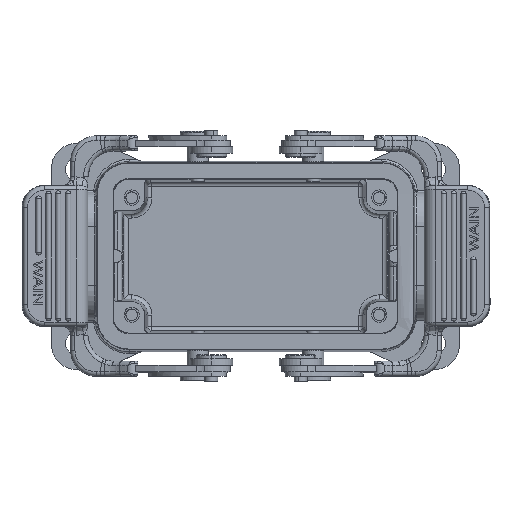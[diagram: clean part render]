
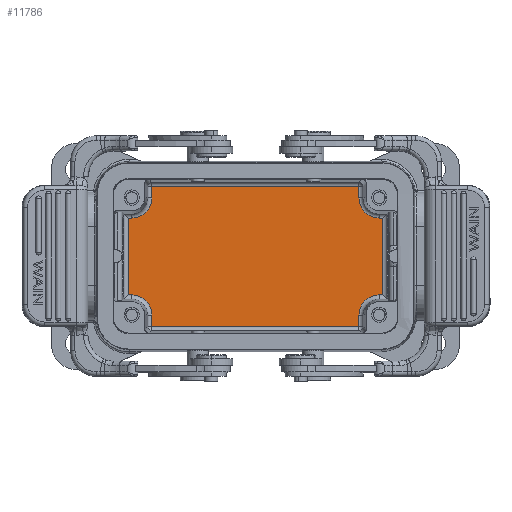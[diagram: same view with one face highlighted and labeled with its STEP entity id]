
A CAD part, top view. The second image highlights one B-rep face of the part: STEP entity #11786.
In plain terms, the highlighted planar face has unit normal (0, 0, 1).
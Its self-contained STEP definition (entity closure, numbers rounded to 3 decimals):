
#5477=LINE('',#42711,#7525);
#5519=LINE('',#42890,#7567);
#5523=LINE('',#42906,#7571);
#5524=LINE('',#42908,#7572);
#5525=LINE('',#42912,#7573);
#5526=LINE('',#42914,#7574);
#5527=LINE('',#42916,#7575);
#5528=LINE('',#42919,#7576);
#5529=LINE('',#42921,#7577);
#5530=LINE('',#42925,#7578);
#5531=LINE('',#42927,#7579);
#5532=LINE('',#42929,#7580);
#7525=VECTOR('',#35077,1.);
#7567=VECTOR('',#35203,1.);
#7571=VECTOR('',#35223,1.);
#7572=VECTOR('',#35224,1.);
#7573=VECTOR('',#35227,1.);
#7574=VECTOR('',#35228,1.);
#7575=VECTOR('',#35229,1.);
#7576=VECTOR('',#35232,1.);
#7577=VECTOR('',#35233,1.);
#7578=VECTOR('',#35236,1.);
#7579=VECTOR('',#35237,1.);
#7580=VECTOR('',#35238,1.);
#9508=PLANE('',#32153);
#10306=FACE_OUTER_BOUND('',#13893,.T.);
#11786=ADVANCED_FACE('',(#10306),#9508,.T.);
#13893=EDGE_LOOP('',(#17340,#17341,#17342,#17343,#17344,#17345,#17346,#17347,
#17348,#17349,#17350,#17351,#17352,#17353,#17354,#17355));
#15623=CIRCLE('',#32148,4.662);
#15624=CIRCLE('',#32150,4.662);
#15625=CIRCLE('',#32151,4.662);
#15626=CIRCLE('',#32152,4.662);
#17340=ORIENTED_EDGE('',*,*,#27467,.F.);
#17341=ORIENTED_EDGE('',*,*,#27460,.T.);
#17342=ORIENTED_EDGE('',*,*,#27468,.T.);
#17343=ORIENTED_EDGE('',*,*,#27469,.T.);
#17344=ORIENTED_EDGE('',*,*,#27470,.F.);
#17345=ORIENTED_EDGE('',*,*,#27471,.T.);
#17346=ORIENTED_EDGE('',*,*,#27472,.T.);
#17347=ORIENTED_EDGE('',*,*,#27473,.T.);
#17348=ORIENTED_EDGE('',*,*,#27474,.F.);
#17349=ORIENTED_EDGE('',*,*,#27388,.T.);
#17350=ORIENTED_EDGE('',*,*,#27475,.T.);
#17351=ORIENTED_EDGE('',*,*,#27476,.T.);
#17352=ORIENTED_EDGE('',*,*,#27477,.F.);
#17353=ORIENTED_EDGE('',*,*,#27478,.T.);
#17354=ORIENTED_EDGE('',*,*,#27479,.T.);
#17355=ORIENTED_EDGE('',*,*,#27480,.T.);
#24703=VERTEX_POINT('',#42708);
#24704=VERTEX_POINT('',#42712);
#24752=VERTEX_POINT('',#42887);
#24753=VERTEX_POINT('',#42891);
#24756=VERTEX_POINT('',#42903);
#24757=VERTEX_POINT('',#42907);
#24758=VERTEX_POINT('',#42909);
#24759=VERTEX_POINT('',#42911);
#24760=VERTEX_POINT('',#42913);
#24761=VERTEX_POINT('',#42915);
#24762=VERTEX_POINT('',#42917);
#24763=VERTEX_POINT('',#42920);
#24764=VERTEX_POINT('',#42922);
#24765=VERTEX_POINT('',#42924);
#24766=VERTEX_POINT('',#42926);
#24767=VERTEX_POINT('',#42928);
#27388=EDGE_CURVE('',#24704,#24703,#5477,.T.);
#27460=EDGE_CURVE('',#24753,#24752,#5519,.T.);
#27467=EDGE_CURVE('',#24753,#24756,#15623,.T.);
#27468=EDGE_CURVE('',#24752,#24757,#5523,.T.);
#27469=EDGE_CURVE('',#24757,#24758,#5524,.T.);
#27470=EDGE_CURVE('',#24759,#24758,#15624,.T.);
#27471=EDGE_CURVE('',#24759,#24760,#5525,.T.);
#27472=EDGE_CURVE('',#24760,#24761,#5526,.T.);
#27473=EDGE_CURVE('',#24761,#24762,#5527,.T.);
#27474=EDGE_CURVE('',#24704,#24762,#15625,.T.);
#27475=EDGE_CURVE('',#24703,#24763,#5528,.T.);
#27476=EDGE_CURVE('',#24763,#24764,#5529,.T.);
#27477=EDGE_CURVE('',#24765,#24764,#15626,.T.);
#27478=EDGE_CURVE('',#24765,#24766,#5530,.T.);
#27479=EDGE_CURVE('',#24766,#24767,#5531,.T.);
#27480=EDGE_CURVE('',#24767,#24756,#5532,.T.);
#32148=AXIS2_PLACEMENT_3D('',#42904,#35219,#35220);
#32150=AXIS2_PLACEMENT_3D('',#42910,#35225,#35226);
#32151=AXIS2_PLACEMENT_3D('',#42918,#35230,#35231);
#32152=AXIS2_PLACEMENT_3D('',#42923,#35234,#35235);
#32153=AXIS2_PLACEMENT_3D('',#42930,#35239,#35240);
#35077=DIRECTION('',(0.,1.,0.));
#35203=DIRECTION('',(0.,-1.,0.));
#35219=DIRECTION('',(0.,0.,1.));
#35220=DIRECTION('',(1.,0.,0.));
#35223=DIRECTION('',(1.,0.,0.));
#35224=DIRECTION('',(0.,1.,0.));
#35225=DIRECTION('',(0.,0.,1.));
#35226=DIRECTION('',(0.,1.,0.));
#35227=DIRECTION('',(1.,0.,0.));
#35228=DIRECTION('',(0.,1.,0.));
#35229=DIRECTION('',(-1.,0.,0.));
#35230=DIRECTION('',(0.,0.,1.));
#35231=DIRECTION('',(-1.,0.,0.));
#35232=DIRECTION('',(-1.,0.,0.));
#35233=DIRECTION('',(0.,-1.,0.));
#35234=DIRECTION('',(0.,0.,1.));
#35235=DIRECTION('',(0.,-1.,0.));
#35236=DIRECTION('',(-1.,0.,0.));
#35237=DIRECTION('',(0.,-1.,0.));
#35238=DIRECTION('',(1.,0.,0.));
#35239=DIRECTION('',(0.,0.,1.));
#35240=DIRECTION('',(1.,0.,0.));
#42708=CARTESIAN_POINT('',(23.838,16.088,4.));
#42711=CARTESIAN_POINT('',(23.838,13.5,4.));
#42712=CARTESIAN_POINT('',(23.838,13.5,4.));
#42887=CARTESIAN_POINT('',(-23.838,-16.088,4.));
#42890=CARTESIAN_POINT('',(-23.838,-13.5,4.));
#42891=CARTESIAN_POINT('',(-23.838,-13.5,4.));
#42903=CARTESIAN_POINT('',(-28.5,-8.838,4.));
#42904=CARTESIAN_POINT('',(-28.5,-13.5,4.));
#42906=CARTESIAN_POINT('',(-23.838,-16.088,4.));
#42907=CARTESIAN_POINT('',(23.838,-16.088,4.));
#42908=CARTESIAN_POINT('',(23.838,-16.088,4.));
#42909=CARTESIAN_POINT('',(23.838,-13.5,4.));
#42910=CARTESIAN_POINT('',(28.5,-13.5,4.));
#42911=CARTESIAN_POINT('',(28.5,-8.838,4.));
#42912=CARTESIAN_POINT('',(28.5,-8.838,4.));
#42913=CARTESIAN_POINT('',(29.333,-8.838,4.));
#42914=CARTESIAN_POINT('',(29.333,-8.838,4.));
#42915=CARTESIAN_POINT('',(29.333,8.838,4.));
#42916=CARTESIAN_POINT('',(29.333,8.838,4.));
#42917=CARTESIAN_POINT('',(28.5,8.838,4.));
#42918=CARTESIAN_POINT('',(28.5,13.5,4.));
#42919=CARTESIAN_POINT('',(23.838,16.088,4.));
#42920=CARTESIAN_POINT('',(-23.838,16.088,4.));
#42921=CARTESIAN_POINT('',(-23.838,16.088,4.));
#42922=CARTESIAN_POINT('',(-23.838,13.5,4.));
#42923=CARTESIAN_POINT('',(-28.5,13.5,4.));
#42924=CARTESIAN_POINT('',(-28.5,8.838,4.));
#42925=CARTESIAN_POINT('',(-28.5,8.838,4.));
#42926=CARTESIAN_POINT('',(-29.333,8.838,4.));
#42927=CARTESIAN_POINT('',(-29.333,8.838,4.));
#42928=CARTESIAN_POINT('',(-29.333,-8.838,4.));
#42929=CARTESIAN_POINT('',(-29.333,-8.838,4.));
#42930=CARTESIAN_POINT('',(0.,0.,4.));
